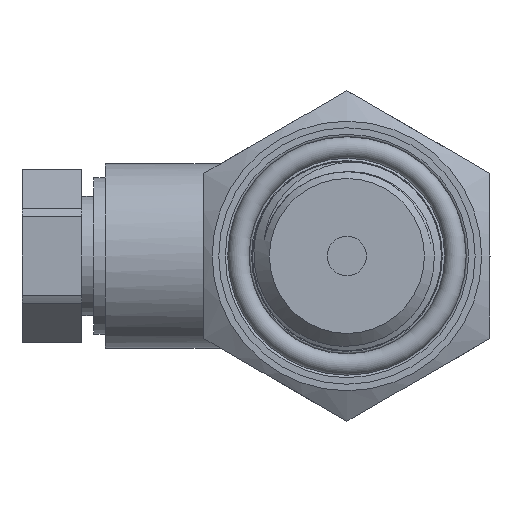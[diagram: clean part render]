
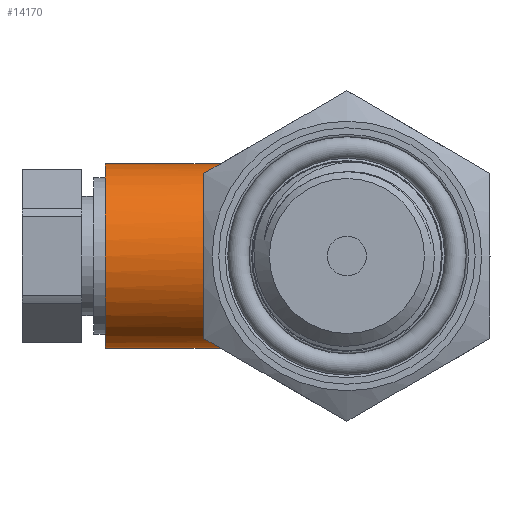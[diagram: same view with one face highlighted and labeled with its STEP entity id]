
A CAD part, left-side view. The second image highlights one B-rep face of the part: STEP entity #14170.
In plain terms, the highlighted cylindrical face has radius 7.75 mm (diameter 15.5 mm), a full revolution.
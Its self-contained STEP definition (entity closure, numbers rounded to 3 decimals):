
#106=ELLIPSE('',#14866,7.752,7.75);
#1433=FACE_OUTER_BOUND('',#2243,.T.);
#2243=EDGE_LOOP('',(#12918,#12919,#12920,#12921,#12922,#12923,#12924,#12925,
#12926,#12927,#12928,#12929,#12930));
#2504=CIRCLE('',#14864,7.75);
#2505=CIRCLE('',#14865,7.75);
#2506=CIRCLE('',#14867,7.75);
#2507=CIRCLE('',#14868,7.75);
#2508=CIRCLE('',#14869,7.75);
#3381=B_SPLINE_CURVE_WITH_KNOTS('',3,(#89950,#89951,#89952,#89953,#89954,
#89955),.UNSPECIFIED.,.F.,.F.,(4,2,4),(0.,0.197,0.394),
 .UNSPECIFIED.);
#3386=B_SPLINE_CURVE_WITH_KNOTS('',3,(#92851,#92852,#92853,#92854,#92855,
#92856),.UNSPECIFIED.,.F.,.F.,(4,2,4),(-0.394,-0.197,
0.),.UNSPECIFIED.);
#3387=B_SPLINE_CURVE_WITH_KNOTS('',3,(#92858,#92859,#92860,#92861,#92862,
#92863),.UNSPECIFIED.,.F.,.F.,(4,2,4),(-1.208,-1.012,
-0.815),.UNSPECIFIED.);
#3388=B_SPLINE_CURVE_WITH_KNOTS('',3,(#92867,#92868,#92869,#92870,#92871,
#92872,#92873,#92874,#92875,#92876),.UNSPECIFIED.,.F.,.F.,(4,2,2,2,4),(-1.982,
-1.821,-1.654,-1.486,-1.325),
 .UNSPECIFIED.);
#3389=B_SPLINE_CURVE_WITH_KNOTS('',3,(#92879,#92880,#92881,#92882,#92883,
#92884),.UNSPECIFIED.,.F.,.F.,(4,2,4),(-0.394,-0.197,
0.),.UNSPECIFIED.);
#4313=LINE('',#92843,#5328);
#5328=VECTOR('',#17078,7.75);
#6770=VERTEX_POINT('',#89947);
#6771=VERTEX_POINT('',#89949);
#6774=VERTEX_POINT('',#92841);
#6775=VERTEX_POINT('',#92844);
#6776=VERTEX_POINT('',#92846);
#6777=VERTEX_POINT('',#92848);
#6778=VERTEX_POINT('',#92850);
#6779=VERTEX_POINT('',#92857);
#6780=VERTEX_POINT('',#92864);
#6781=VERTEX_POINT('',#92866);
#6782=VERTEX_POINT('',#92877);
#8847=EDGE_CURVE('',#6771,#6770,#3381,.T.);
#8856=EDGE_CURVE('',#6774,#6774,#2504,.T.);
#8857=EDGE_CURVE('',#6774,#6771,#4313,.T.);
#8858=EDGE_CURVE('',#6770,#6775,#2505,.F.);
#8859=EDGE_CURVE('',#6775,#6776,#106,.F.);
#8860=EDGE_CURVE('',#6776,#6777,#2506,.F.);
#8861=EDGE_CURVE('',#6777,#6778,#3386,.T.);
#8862=EDGE_CURVE('',#6778,#6779,#3387,.T.);
#8863=EDGE_CURVE('',#6779,#6780,#2507,.F.);
#8864=EDGE_CURVE('',#6780,#6781,#3388,.T.);
#8865=EDGE_CURVE('',#6781,#6782,#2508,.F.);
#8866=EDGE_CURVE('',#6782,#6771,#3389,.T.);
#12918=ORIENTED_EDGE('',*,*,#8856,.T.);
#12919=ORIENTED_EDGE('',*,*,#8857,.T.);
#12920=ORIENTED_EDGE('',*,*,#8847,.T.);
#12921=ORIENTED_EDGE('',*,*,#8858,.T.);
#12922=ORIENTED_EDGE('',*,*,#8859,.T.);
#12923=ORIENTED_EDGE('',*,*,#8860,.T.);
#12924=ORIENTED_EDGE('',*,*,#8861,.T.);
#12925=ORIENTED_EDGE('',*,*,#8862,.T.);
#12926=ORIENTED_EDGE('',*,*,#8863,.T.);
#12927=ORIENTED_EDGE('',*,*,#8864,.T.);
#12928=ORIENTED_EDGE('',*,*,#8865,.T.);
#12929=ORIENTED_EDGE('',*,*,#8866,.T.);
#12930=ORIENTED_EDGE('',*,*,#8857,.F.);
#13449=CYLINDRICAL_SURFACE('',#14863,7.75);
#14170=ADVANCED_FACE('',(#1433),#13449,.T.);
#14863=AXIS2_PLACEMENT_3D('',#92840,#17074,#17075);
#14864=AXIS2_PLACEMENT_3D('',#92842,#17076,#17077);
#14865=AXIS2_PLACEMENT_3D('',#92845,#17079,#17080);
#14866=AXIS2_PLACEMENT_3D('',#92847,#17081,#17082);
#14867=AXIS2_PLACEMENT_3D('',#92849,#17083,#17084);
#14868=AXIS2_PLACEMENT_3D('',#92865,#17085,#17086);
#14869=AXIS2_PLACEMENT_3D('',#92878,#17087,#17088);
#17074=DIRECTION('center_axis',(0.,1.,0.));
#17075=DIRECTION('ref_axis',(0.,0.,-1.));
#17076=DIRECTION('center_axis',(0.,-1.,0.));
#17077=DIRECTION('ref_axis',(0.,0.,-1.));
#17078=DIRECTION('',(0.,-1.,0.));
#17079=DIRECTION('center_axis',(0.,-1.,0.));
#17080=DIRECTION('ref_axis',(0.,0.,-1.));
#17081=DIRECTION('center_axis',(-0.021,-1.,
0.));
#17082=DIRECTION('ref_axis',(1.,-0.021,0.));
#17083=DIRECTION('center_axis',(0.,-1.,0.));
#17084=DIRECTION('ref_axis',(0.,0.,-1.));
#17085=DIRECTION('center_axis',(0.,-1.,0.));
#17086=DIRECTION('ref_axis',(0.,0.,-1.));
#17087=DIRECTION('center_axis',(0.,-1.,0.));
#17088=DIRECTION('ref_axis',(0.,0.,-1.));
#89947=CARTESIAN_POINT('',(3.808,7.75,6.75));
#89949=CARTESIAN_POINT('',(0.,6.75,7.75));
#89950=CARTESIAN_POINT('Ctrl Pts',(0.,6.75,7.75));
#89951=CARTESIAN_POINT('Ctrl Pts',(0.618,6.972,7.75));
#89952=CARTESIAN_POINT('Ctrl Pts',(1.289,7.215,7.672));
#89953=CARTESIAN_POINT('Ctrl Pts',(2.598,7.602,7.333));
#89954=CARTESIAN_POINT('Ctrl Pts',(3.236,7.75,7.072));
#89955=CARTESIAN_POINT('Ctrl Pts',(3.808,7.75,6.75));
#92840=CARTESIAN_POINT('Origin',(0.,3.5,0.));
#92841=CARTESIAN_POINT('',(0.,20.25,7.75));
#92842=CARTESIAN_POINT('Origin',(0.,20.25,0.));
#92843=CARTESIAN_POINT('',(0.,3.5,7.75));
#92844=CARTESIAN_POINT('',(6.5,7.75,4.22));
#92845=CARTESIAN_POINT('Origin',(0.,7.75,0.));
#92846=CARTESIAN_POINT('',(6.5,7.75,-4.22));
#92847=CARTESIAN_POINT('Origin',(0.,7.885,0.));
#92848=CARTESIAN_POINT('',(3.808,7.75,-6.75));
#92849=CARTESIAN_POINT('Origin',(0.,7.75,0.));
#92850=CARTESIAN_POINT('',(0.,6.75,-7.75));
#92851=CARTESIAN_POINT('Ctrl Pts',(3.808,7.75,-6.75));
#92852=CARTESIAN_POINT('Ctrl Pts',(3.236,7.75,-7.072));
#92853=CARTESIAN_POINT('Ctrl Pts',(2.598,7.602,-7.333));
#92854=CARTESIAN_POINT('Ctrl Pts',(1.289,7.215,-7.672));
#92855=CARTESIAN_POINT('Ctrl Pts',(0.618,6.972,-7.75));
#92856=CARTESIAN_POINT('Ctrl Pts',(0.,6.75,-7.75));
#92857=CARTESIAN_POINT('',(-3.808,7.75,-6.75));
#92858=CARTESIAN_POINT('Ctrl Pts',(0.,6.75,-7.75));
#92859=CARTESIAN_POINT('Ctrl Pts',(-0.618,6.972,-7.75));
#92860=CARTESIAN_POINT('Ctrl Pts',(-1.289,7.215,-7.672));
#92861=CARTESIAN_POINT('Ctrl Pts',(-2.598,7.602,-7.333));
#92862=CARTESIAN_POINT('Ctrl Pts',(-3.236,7.75,-7.072));
#92863=CARTESIAN_POINT('Ctrl Pts',(-3.808,7.75,-6.75));
#92864=CARTESIAN_POINT('',(-7.,7.75,-3.326));
#92865=CARTESIAN_POINT('Origin',(0.,7.75,0.));
#92866=CARTESIAN_POINT('',(-7.,7.75,3.326));
#92867=CARTESIAN_POINT('Ctrl Pts',(-7.,7.75,-3.326));
#92868=CARTESIAN_POINT('Ctrl Pts',(-7.232,7.75,-2.839));
#92869=CARTESIAN_POINT('Ctrl Pts',(-7.424,7.668,-2.295));
#92870=CARTESIAN_POINT('Ctrl Pts',(-7.686,7.495,-1.157));
#92871=CARTESIAN_POINT('Ctrl Pts',(-7.75,7.411,-0.559));
#92872=CARTESIAN_POINT('Ctrl Pts',(-7.75,7.411,0.559));
#92873=CARTESIAN_POINT('Ctrl Pts',(-7.686,7.495,1.157));
#92874=CARTESIAN_POINT('Ctrl Pts',(-7.424,7.668,2.295));
#92875=CARTESIAN_POINT('Ctrl Pts',(-7.232,7.75,2.839));
#92876=CARTESIAN_POINT('Ctrl Pts',(-7.,7.75,3.326));
#92877=CARTESIAN_POINT('',(-3.808,7.75,6.75));
#92878=CARTESIAN_POINT('Origin',(0.,7.75,0.));
#92879=CARTESIAN_POINT('Ctrl Pts',(-3.808,7.75,6.75));
#92880=CARTESIAN_POINT('Ctrl Pts',(-3.236,7.75,7.072));
#92881=CARTESIAN_POINT('Ctrl Pts',(-2.598,7.602,7.333));
#92882=CARTESIAN_POINT('Ctrl Pts',(-1.289,7.215,7.672));
#92883=CARTESIAN_POINT('Ctrl Pts',(-0.618,6.972,7.75));
#92884=CARTESIAN_POINT('Ctrl Pts',(0.,6.75,7.75));
